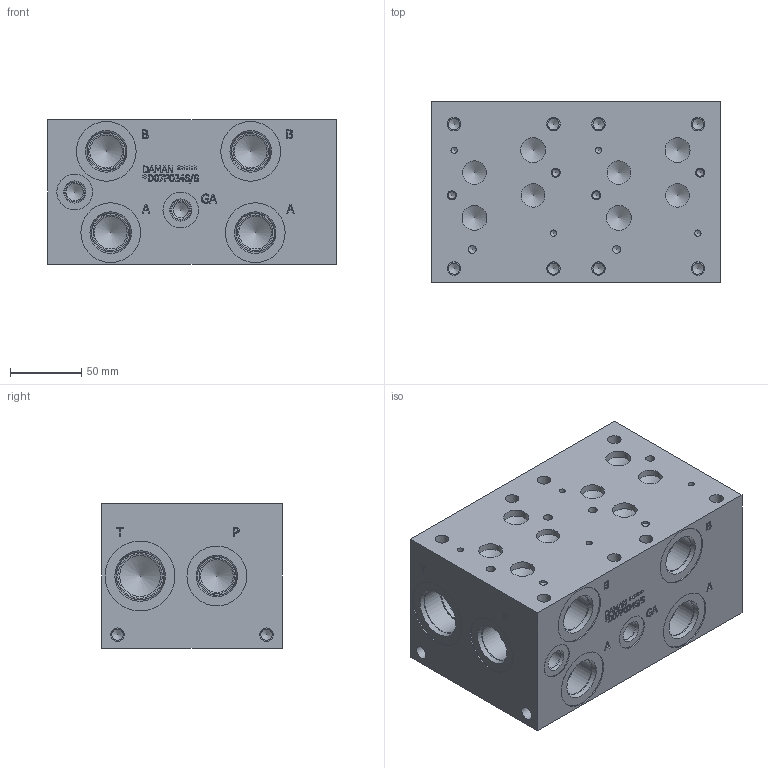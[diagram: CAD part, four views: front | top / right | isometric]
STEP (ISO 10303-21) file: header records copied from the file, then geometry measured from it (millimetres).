
FILE_DESCRIPTION(/* description */ (''),/* implementation_level */ '2;1');
FILE_NAME(/* name */ '_D07P024S_S.stp',/* time_stamp */ '2020-05-14T10:27:53-04:00',/* author */ ('alexanderw'),/* organization */ (''),/* preprocessor_version */ 'ST-DEVELOPER v17',/* originating_system */ 'Autodesk Inventor 2019',/* authorisation */ '');
FILE_SCHEMA (('AUTOMOTIVE_DESIGN { 1 0 10303 214 3 1 1 }'));
Length unit declared in the file: millimetre
Products named in the file (1): Part_DD07P024S~S_3D
Bounding box: 203.2 x 127 x 101.6 mm (x, y, z)
Volume: 2385148.3 mm3; surface area: 161791 mm2
Topology: 1 solids, 1 shells, 705 faces, 1923 edges, 1306 vertices
Faces by surface type: plane 378, bspline 149, cylinder 103, cone 75
Full cylindrical faces by diameter (mm): 4.369 x4, 5.105 x4, 5.563 x2, 6.35 x4, 7.925 x12, 9.525 x12, 10.719 x1, 12.294 x1, 12.9 x2, 14.275 x2, 14.529 x2, 16.662 x4, 17.475 x5, 22.225 x1, 23.012 x6, 23.698 x1, 24.917 x6, 25.019 x2, 25.4 x1, 26.187 x1, 26.99 x3, 27 x3, 27.381 x1, 27.432 x6, 28.575 x2, 31.267 x2, 33.34 x1, 33.35 x1, 33.757 x2, 35.509 x1
Entity records: 23474 total; most frequent: CARTESIAN_POINT 5831, ORIENTED_EDGE 3764, DIRECTION 3085, EDGE_CURVE 1882, VERTEX_POINT 1306, LINE 1197, VECTOR 1197, AXIS2_PLACEMENT_3D 944
